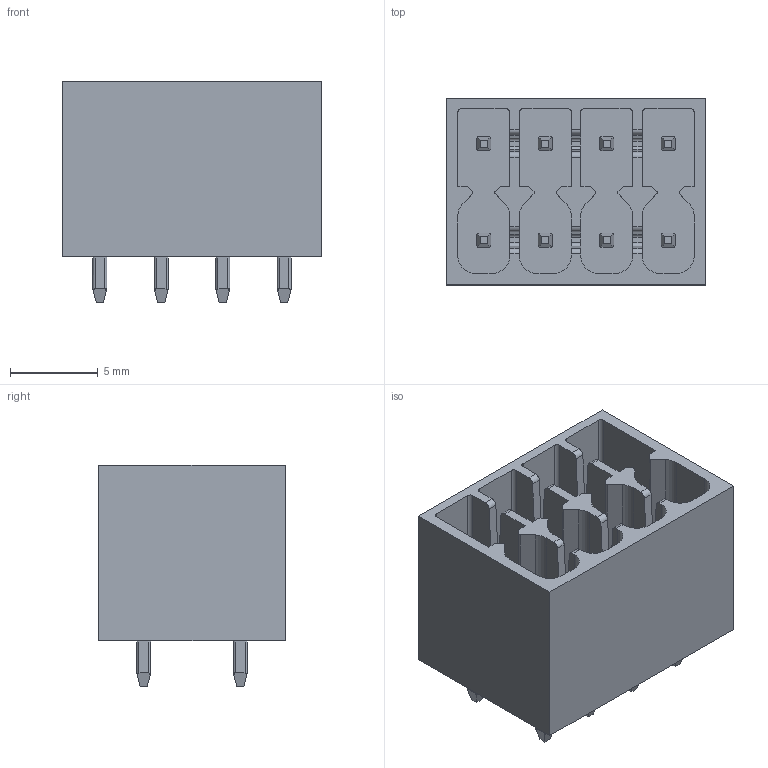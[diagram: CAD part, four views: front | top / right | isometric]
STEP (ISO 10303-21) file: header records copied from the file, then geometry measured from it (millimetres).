
FILE_DESCRIPTION((''),'2;1');
FILE_NAME('44444','2024-09-11T13:41:44',('tluser'),(''),'CREO PARAMETRIC BY PTC INC, 2018100','CREO PARAMETRIC BY PTC INC, 2018100','');
FILE_SCHEMA(('CONFIG_CONTROL_DESIGN'));
Length unit declared in the file: millimetre
Products named in the file (1): 44444
Bounding box: 14.8 x 10.6 x 12.6 mm (x, y, z)
Volume: 1017.1 mm3; surface area: 1503 mm2
Topology: 1 solids, 1 shells, 343 faces, 972 edges, 648 vertices
Faces by surface type: plane 223, cylinder 120
Entity records: 11332 total; most frequent: CARTESIAN_POINT 2451, ORIENTED_EDGE 1944, DIRECTION 1706, EDGE_CURVE 972, VECTOR 668, LINE 668, VERTEX_POINT 648, AXIS2_PLACEMENT_3D 519
